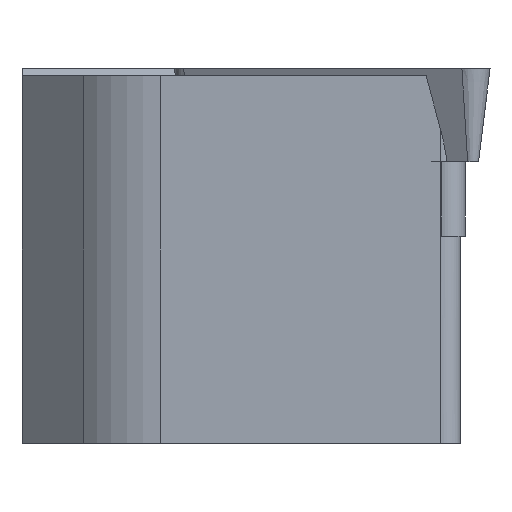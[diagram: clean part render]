
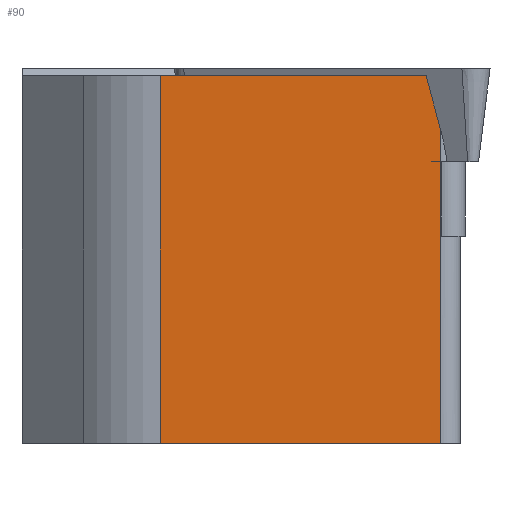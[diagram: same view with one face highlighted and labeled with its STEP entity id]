
A CAD part, left-side view. The second image highlights one B-rep face of the part: STEP entity #90.
In plain terms, the highlighted planar face has unit normal (-0.999, 0.052, 0).
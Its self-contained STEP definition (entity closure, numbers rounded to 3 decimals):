
#64=PLANE('',#601);
#90=ADVANCED_FACE('',(#122),#64,.F.);
#122=FACE_OUTER_BOUND('',#151,.T.);
#151=EDGE_LOOP('',(#280,#281,#282,#283,#284));
#280=ORIENTED_EDGE('',*,*,#399,.F.);
#281=ORIENTED_EDGE('',*,*,#437,.T.);
#282=ORIENTED_EDGE('',*,*,#432,.F.);
#283=ORIENTED_EDGE('',*,*,#438,.T.);
#284=ORIENTED_EDGE('',*,*,#409,.F.);
#343=VERTEX_POINT('',#815);
#344=VERTEX_POINT('',#817);
#345=VERTEX_POINT('',#821);
#364=VERTEX_POINT('',#874);
#367=VERTEX_POINT('',#881);
#399=EDGE_CURVE('',#343,#344,#465,.T.);
#409=EDGE_CURVE('',#344,#345,#473,.T.);
#432=EDGE_CURVE('',#367,#364,#495,.T.);
#437=EDGE_CURVE('',#343,#364,#500,.T.);
#438=EDGE_CURVE('',#367,#345,#501,.T.);
#465=LINE('',#816,#524);
#473=LINE('',#836,#532);
#495=LINE('',#882,#554);
#500=LINE('',#892,#559);
#501=LINE('',#893,#560);
#524=VECTOR('',#665,1.);
#532=VECTOR('',#679,1.);
#554=VECTOR('',#719,1.);
#559=VECTOR('',#728,1.);
#560=VECTOR('',#729,1.);
#601=AXIS2_PLACEMENT_3D('',#894,#730,#731);
#665=DIRECTION('',(0.,0.,-1.));
#679=DIRECTION('',(0.052,0.999,0.));
#719=DIRECTION('',(-0.052,-0.999,0.));
#728=DIRECTION('',(0.014,0.261,0.965));
#729=DIRECTION('',(0.,0.,-1.));
#730=DIRECTION('',(0.999,-0.052,0.));
#731=DIRECTION('',(0.052,0.999,0.));
#815=CARTESIAN_POINT('',(0.894,-17.896,-2.622));
#816=CARTESIAN_POINT('',(0.894,-17.896,-30.));
#817=CARTESIAN_POINT('',(0.894,-17.896,-16.));
#821=CARTESIAN_POINT('',(1.522,-5.917,-16.));
#836=CARTESIAN_POINT('',(0.894,-17.896,-16.));
#874=CARTESIAN_POINT('',(0.927,-17.268,-0.3));
#881=CARTESIAN_POINT('',(1.522,-5.917,-0.3));
#882=CARTESIAN_POINT('',(0.894,-17.896,-0.3));
#892=CARTESIAN_POINT('',(0.533,-24.786,-28.134));
#893=CARTESIAN_POINT('',(1.522,-5.917,-30.));
#894=CARTESIAN_POINT('',(0.894,-17.896,-30.));
